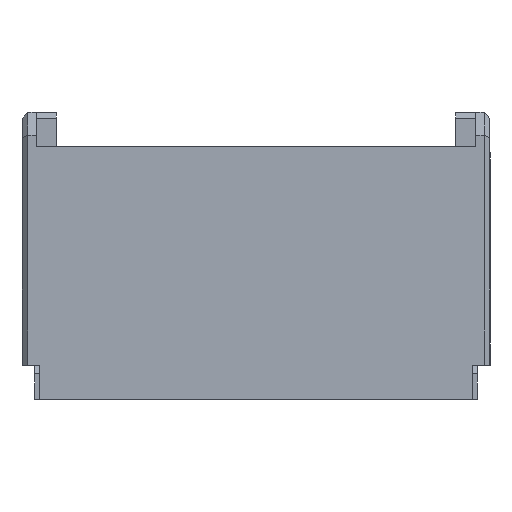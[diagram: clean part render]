
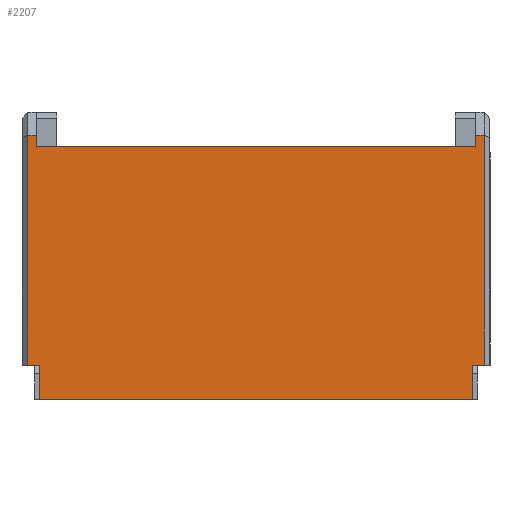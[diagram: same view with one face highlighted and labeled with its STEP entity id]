
A CAD part, front view. The second image highlights one B-rep face of the part: STEP entity #2207.
In plain terms, the highlighted planar face has unit normal (0, -1, 0).
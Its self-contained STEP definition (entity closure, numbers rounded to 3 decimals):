
#6 = EDGE_CURVE ( 'NONE', #2765, #1051, #20, .T. ) ;
#12 = LINE ( 'NONE', #2683, #687 ) ;
#20 = LINE ( 'NONE', #870, #513 ) ;
#32 = ORIENTED_EDGE ( 'NONE', *, *, #109, .T. ) ;
#109 = EDGE_CURVE ( 'NONE', #884, #2179, #2118, .T. ) ;
#143 = EDGE_CURVE ( 'NONE', #2179, #3514, #187, .T. ) ;
#152 = CARTESIAN_POINT ( 'NONE',  ( 40.75, -168., -35. ) ) ;
#182 = VECTOR ( 'NONE', #2238, 1000. ) ;
#187 = LINE ( 'NONE', #328, #2696 ) ;
#218 = CARTESIAN_POINT ( 'NONE',  ( 38.25, -168., 3. ) ) ;
#263 = ORIENTED_EDGE ( 'NONE', *, *, #1473, .T. ) ;
#310 = ORIENTED_EDGE ( 'NONE', *, *, #3624, .T. ) ;
#322 = LINE ( 'NONE', #1350, #2026 ) ;
#328 = CARTESIAN_POINT ( 'NONE',  ( 38.25, -168., 5. ) ) ;
#400 = AXIS2_PLACEMENT_3D ( 'NONE', #3134, #3145, #2556 ) ;
#459 = EDGE_CURVE ( 'NONE', #3074, #2765, #2816, .T. ) ;
#472 = CARTESIAN_POINT ( 'NONE',  ( -38.25, -168., 5. ) ) ;
#505 = DIRECTION ( 'NONE',  ( 0., 0., -1. ) ) ;
#513 = VECTOR ( 'NONE', #1718, 1000. ) ;
#530 = ORIENTED_EDGE ( 'NONE', *, *, #3115, .T. ) ;
#535 = VERTEX_POINT ( 'NONE', #799 ) ;
#566 = FACE_OUTER_BOUND ( 'NONE', #2946, .T. ) ;
#572 = PLANE ( 'NONE',  #400 ) ;
#628 = DIRECTION ( 'NONE',  ( -1., 0., 0. ) ) ;
#687 = VECTOR ( 'NONE', #1562, 1000. ) ;
#799 = CARTESIAN_POINT ( 'NONE',  ( -39.75, -168., -35. ) ) ;
#828 = VECTOR ( 'NONE', #2829, 1000. ) ;
#870 = CARTESIAN_POINT ( 'NONE',  ( -37.75, -168., -38. ) ) ;
#881 = VECTOR ( 'NONE', #3344, 1000. ) ;
#884 = VERTEX_POINT ( 'NONE', #1834 ) ;
#949 = EDGE_CURVE ( 'NONE', #3074, #1457, #2397, .T. ) ;
#984 = VERTEX_POINT ( 'NONE', #472 ) ;
#1026 = CARTESIAN_POINT ( 'NONE',  ( 40.75, -168., 3. ) ) ;
#1033 = DIRECTION ( 'NONE',  ( 1., 0., 0. ) ) ;
#1051 = VERTEX_POINT ( 'NONE', #2771 ) ;
#1179 = VECTOR ( 'NONE', #3591, 1000. ) ;
#1217 = ORIENTED_EDGE ( 'NONE', *, *, #2180, .T. ) ;
#1232 = VECTOR ( 'NONE', #1476, 1000. ) ;
#1276 = CARTESIAN_POINT ( 'NONE',  ( 38.25, -168., 5. ) ) ;
#1350 = CARTESIAN_POINT ( 'NONE',  ( -39.75, -168., -41. ) ) ;
#1359 = DIRECTION ( 'NONE',  ( 0., 0., -1. ) ) ;
#1457 = VERTEX_POINT ( 'NONE', #1786 ) ;
#1473 = EDGE_CURVE ( 'NONE', #535, #1051, #3511, .T. ) ;
#1474 = ORIENTED_EDGE ( 'NONE', *, *, #1716, .T. ) ;
#1476 = DIRECTION ( 'NONE',  ( 0., 0., 1. ) ) ;
#1506 = VECTOR ( 'NONE', #1359, 1000. ) ;
#1562 = DIRECTION ( 'NONE',  ( 1., 0., 0. ) ) ;
#1648 = CARTESIAN_POINT ( 'NONE',  ( -38.25, -168., 3. ) ) ;
#1681 = CARTESIAN_POINT ( 'NONE',  ( 38.25, -168., -41. ) ) ;
#1713 = CARTESIAN_POINT ( 'NONE',  ( -40.75, -168., 5. ) ) ;
#1716 = EDGE_CURVE ( 'NONE', #984, #2981, #3105, .T. ) ;
#1718 = DIRECTION ( 'NONE',  ( 0., 0., 1. ) ) ;
#1732 = CARTESIAN_POINT ( 'NONE',  ( 39.75, -168., -41. ) ) ;
#1786 = CARTESIAN_POINT ( 'NONE',  ( 37.75, -168., -35. ) ) ;
#1834 = CARTESIAN_POINT ( 'NONE',  ( 39.75, -168., -35. ) ) ;
#2001 = VECTOR ( 'NONE', #1033, 1000. ) ;
#2026 = VECTOR ( 'NONE', #505, 1000. ) ;
#2112 = VERTEX_POINT ( 'NONE', #218 ) ;
#2118 = LINE ( 'NONE', #1732, #1232 ) ;
#2179 = VERTEX_POINT ( 'NONE', #3644 ) ;
#2180 = EDGE_CURVE ( 'NONE', #3514, #2112, #2922, .T. ) ;
#2207 = ADVANCED_FACE ( 'NONE', ( #566 ), #572, .T. ) ;
#2236 = VECTOR ( 'NONE', #2425, 1000. ) ;
#2238 = DIRECTION ( 'NONE',  ( -1., 0., 0. ) ) ;
#2270 = ORIENTED_EDGE ( 'NONE', *, *, #143, .T. ) ;
#2397 = LINE ( 'NONE', #3336, #881 ) ;
#2425 = DIRECTION ( 'NONE',  ( -1., 0., 0. ) ) ;
#2556 = DIRECTION ( 'NONE',  ( 0., 0., -1. ) ) ;
#2558 = LINE ( 'NONE', #3611, #1179 ) ;
#2587 = VERTEX_POINT ( 'NONE', #1648 ) ;
#2683 = CARTESIAN_POINT ( 'NONE',  ( 40.75, -168., -35. ) ) ;
#2696 = VECTOR ( 'NONE', #628, 1000. ) ;
#2765 = VERTEX_POINT ( 'NONE', #2938 ) ;
#2771 = CARTESIAN_POINT ( 'NONE',  ( -37.75, -168., -35. ) ) ;
#2816 = LINE ( 'NONE', #3373, #182 ) ;
#2829 = DIRECTION ( 'NONE',  ( -1., 0., 0. ) ) ;
#2922 = LINE ( 'NONE', #1681, #1506 ) ;
#2938 = CARTESIAN_POINT ( 'NONE',  ( -37.75, -168., -41. ) ) ;
#2946 = EDGE_LOOP ( 'NONE', ( #263, #3341, #3050, #3480, #3546, #32, #2270, #1217, #3666, #310, #1474, #530 ) ) ;
#2981 = VERTEX_POINT ( 'NONE', #3558 ) ;
#2999 = LINE ( 'NONE', #1026, #2236 ) ;
#3032 = CARTESIAN_POINT ( 'NONE',  ( 37.75, -168., -41. ) ) ;
#3050 = ORIENTED_EDGE ( 'NONE', *, *, #459, .F. ) ;
#3074 = VERTEX_POINT ( 'NONE', #3032 ) ;
#3105 = LINE ( 'NONE', #1713, #828 ) ;
#3115 = EDGE_CURVE ( 'NONE', #2981, #535, #322, .T. ) ;
#3134 = CARTESIAN_POINT ( 'NONE',  ( 40.75, -168., -41. ) ) ;
#3145 = DIRECTION ( 'NONE',  ( 0., -1., 0. ) ) ;
#3336 = CARTESIAN_POINT ( 'NONE',  ( 37.75, -168., -41. ) ) ;
#3341 = ORIENTED_EDGE ( 'NONE', *, *, #6, .F. ) ;
#3344 = DIRECTION ( 'NONE',  ( 0., 0., 1. ) ) ;
#3373 = CARTESIAN_POINT ( 'NONE',  ( 40.75, -168., -41. ) ) ;
#3410 = EDGE_CURVE ( 'NONE', #1457, #884, #12, .T. ) ;
#3441 = EDGE_CURVE ( 'NONE', #2112, #2587, #2999, .T. ) ;
#3480 = ORIENTED_EDGE ( 'NONE', *, *, #949, .T. ) ;
#3511 = LINE ( 'NONE', #152, #2001 ) ;
#3514 = VERTEX_POINT ( 'NONE', #1276 ) ;
#3546 = ORIENTED_EDGE ( 'NONE', *, *, #3410, .T. ) ;
#3558 = CARTESIAN_POINT ( 'NONE',  ( -39.75, -168., 5. ) ) ;
#3591 = DIRECTION ( 'NONE',  ( 0., 0., 1. ) ) ;
#3611 = CARTESIAN_POINT ( 'NONE',  ( -38.25, -168., -41. ) ) ;
#3624 = EDGE_CURVE ( 'NONE', #2587, #984, #2558, .T. ) ;
#3644 = CARTESIAN_POINT ( 'NONE',  ( 39.75, -168., 5. ) ) ;
#3666 = ORIENTED_EDGE ( 'NONE', *, *, #3441, .T. ) ;
